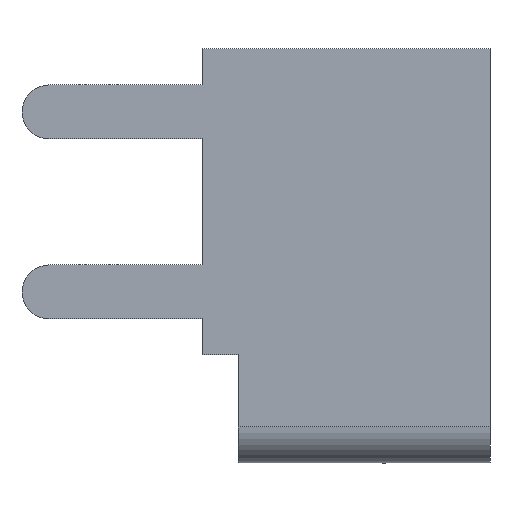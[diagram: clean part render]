
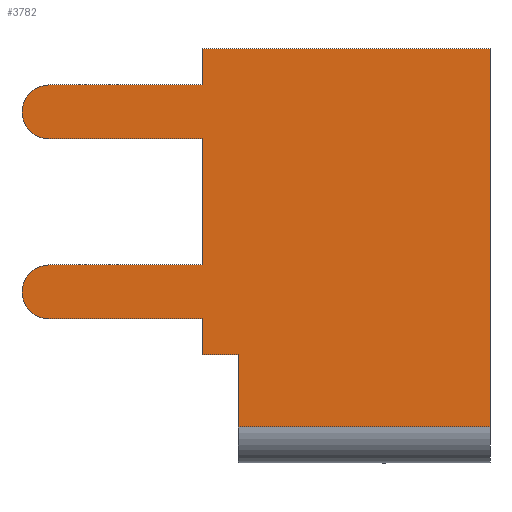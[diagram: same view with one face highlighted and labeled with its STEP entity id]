
A CAD part, left-side view. The second image highlights one B-rep face of the part: STEP entity #3782.
In plain terms, the highlighted planar face has unit normal (-1, 0, 0).
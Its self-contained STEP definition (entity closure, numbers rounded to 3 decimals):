
#40=DIRECTION('',(0.,0.,1.));
#41=VECTOR('',#40,10.5);
#42=CARTESIAN_POINT('',(-4.15,-6.5,-4.75));
#43=LINE('',#42,#41);
#721=DIRECTION('',(0.,-1.,0.));
#722=VECTOR('',#721,7.);
#723=CARTESIAN_POINT('',(-4.15,0.5,-4.75));
#724=LINE('',#723,#722);
#728=DIRECTION('',(0.,0.,1.));
#729=VECTOR('',#728,2.);
#730=CARTESIAN_POINT('',(-4.15,0.5,-4.75));
#731=LINE('',#730,#729);
#735=DIRECTION('',(0.,-1.,0.));
#736=VECTOR('',#735,1.);
#737=CARTESIAN_POINT('',(-4.15,1.5,-2.75));
#738=LINE('',#737,#736);
#742=DIRECTION('',(0.,0.,-1.));
#743=VECTOR('',#742,1.);
#744=CARTESIAN_POINT('',(-4.15,1.5,-1.75));
#745=LINE('',#744,#743);
#749=DIRECTION('',(0.,-1.,0.));
#750=VECTOR('',#749,4.25);
#751=CARTESIAN_POINT('',(-4.15,5.75,-1.75));
#752=LINE('',#751,#750);
#756=CARTESIAN_POINT('',(-4.15,5.75,-1.));
#757=DIRECTION('',(-1.,0.,0.));
#758=DIRECTION('',(0.,0.,1.));
#759=AXIS2_PLACEMENT_3D('',#756,#757,#758);
#764=DIRECTION('',(0.,-1.,0.));
#765=VECTOR('',#764,4.25);
#766=CARTESIAN_POINT('',(-4.15,5.75,-0.25));
#767=LINE('',#766,#765);
#771=DIRECTION('',(0.,0.,-1.));
#772=VECTOR('',#771,3.5);
#773=CARTESIAN_POINT('',(-4.15,1.5,3.25));
#774=LINE('',#773,#772);
#778=DIRECTION('',(0.,-1.,0.));
#779=VECTOR('',#778,4.25);
#780=CARTESIAN_POINT('',(-4.15,5.75,3.25));
#781=LINE('',#780,#779);
#785=CARTESIAN_POINT('',(-4.15,5.75,4.));
#786=DIRECTION('',(-1.,0.,0.));
#787=DIRECTION('',(0.,0.,1.));
#788=AXIS2_PLACEMENT_3D('',#785,#786,#787);
#793=DIRECTION('',(0.,-1.,0.));
#794=VECTOR('',#793,4.25);
#795=CARTESIAN_POINT('',(-4.15,5.75,4.75));
#796=LINE('',#795,#794);
#800=DIRECTION('',(0.,0.,-1.));
#801=VECTOR('',#800,1.);
#802=CARTESIAN_POINT('',(-4.15,1.5,5.75));
#803=LINE('',#802,#801);
#1923=DIRECTION('',(0.,1.,0.));
#1924=VECTOR('',#1923,8.);
#1925=CARTESIAN_POINT('',(-4.15,-6.5,5.75));
#1926=LINE('',#1925,#1924);
#2980=CARTESIAN_POINT('',(-4.15,-6.5,5.75));
#2982=VERTEX_POINT('',#2980);
#2988=CARTESIAN_POINT('',(-4.15,1.5,5.75));
#2989=CARTESIAN_POINT('',(-4.15,1.5,4.75));
#2990=VERTEX_POINT('',#2988);
#2991=VERTEX_POINT('',#2989);
#2992=CARTESIAN_POINT('',(-4.15,1.5,3.25));
#2993=CARTESIAN_POINT('',(-4.15,1.5,-0.25));
#2994=VERTEX_POINT('',#2992);
#2995=VERTEX_POINT('',#2993);
#2996=CARTESIAN_POINT('',(-4.15,1.5,-1.75));
#2997=CARTESIAN_POINT('',(-4.15,1.5,-2.75));
#2998=VERTEX_POINT('',#2996);
#2999=VERTEX_POINT('',#2997);
#3000=CARTESIAN_POINT('',(-4.15,0.5,-2.75));
#3001=VERTEX_POINT('',#3000);
#3052=CARTESIAN_POINT('',(-4.15,5.75,-0.25));
#3053=CARTESIAN_POINT('',(-4.15,5.75,-1.75));
#3054=VERTEX_POINT('',#3052);
#3055=VERTEX_POINT('',#3053);
#3068=CARTESIAN_POINT('',(-4.15,5.75,4.75));
#3069=CARTESIAN_POINT('',(-4.15,5.75,3.25));
#3070=VERTEX_POINT('',#3068);
#3071=VERTEX_POINT('',#3069);
#3100=CARTESIAN_POINT('',(-4.15,-6.5,-4.75));
#3102=VERTEX_POINT('',#3100);
#3106=CARTESIAN_POINT('',(-4.15,0.5,-4.75));
#3107=VERTEX_POINT('',#3106);
#3749=CARTESIAN_POINT('',(-4.15,-6.5,-5.75));
#3750=DIRECTION('',(-1.,0.,0.));
#3751=DIRECTION('',(0.,0.,1.));
#3752=AXIS2_PLACEMENT_3D('',#3749,#3750,#3751);
#3753=PLANE('',#3752);
#3755=ORIENTED_EDGE('',*,*,#3754,.F.);
#3757=ORIENTED_EDGE('',*,*,#3756,.T.);
#3759=ORIENTED_EDGE('',*,*,#3758,.F.);
#3761=ORIENTED_EDGE('',*,*,#3760,.F.);
#3763=ORIENTED_EDGE('',*,*,#3762,.F.);
#3765=ORIENTED_EDGE('',*,*,#3764,.F.);
#3767=ORIENTED_EDGE('',*,*,#3766,.T.);
#3769=ORIENTED_EDGE('',*,*,#3768,.F.);
#3771=ORIENTED_EDGE('',*,*,#3770,.F.);
#3773=ORIENTED_EDGE('',*,*,#3772,.F.);
#3775=ORIENTED_EDGE('',*,*,#3774,.T.);
#3776=ORIENTED_EDGE('',*,*,#3724,.F.);
#3778=ORIENTED_EDGE('',*,*,#3777,.F.);
#3779=ORIENTED_EDGE('',*,*,#3469,.F.);
#3780=EDGE_LOOP('',(#3755,#3757,#3759,#3761,#3763,#3765,#3767,#3769,#3771,#3773,
#3775,#3776,#3778,#3779));
#3781=FACE_OUTER_BOUND('',#3780,.F.);
#760=CIRCLE('',#759,0.75);
#789=CIRCLE('',#788,0.75);
#3469=EDGE_CURVE('',#3102,#2982,#43,.T.);
#3724=EDGE_CURVE('',#2990,#2991,#803,.T.);
#3754=EDGE_CURVE('',#3107,#3102,#724,.T.);
#3756=EDGE_CURVE('',#3107,#3001,#731,.T.);
#3758=EDGE_CURVE('',#2999,#3001,#738,.T.);
#3760=EDGE_CURVE('',#2998,#2999,#745,.T.);
#3762=EDGE_CURVE('',#3055,#2998,#752,.T.);
#3764=EDGE_CURVE('',#3054,#3055,#760,.T.);
#3766=EDGE_CURVE('',#3054,#2995,#767,.T.);
#3768=EDGE_CURVE('',#2994,#2995,#774,.T.);
#3770=EDGE_CURVE('',#3071,#2994,#781,.T.);
#3772=EDGE_CURVE('',#3070,#3071,#789,.T.);
#3774=EDGE_CURVE('',#3070,#2991,#796,.T.);
#3777=EDGE_CURVE('',#2982,#2990,#1926,.T.);
#3782=ADVANCED_FACE('',(#3781),#3753,.T.);
